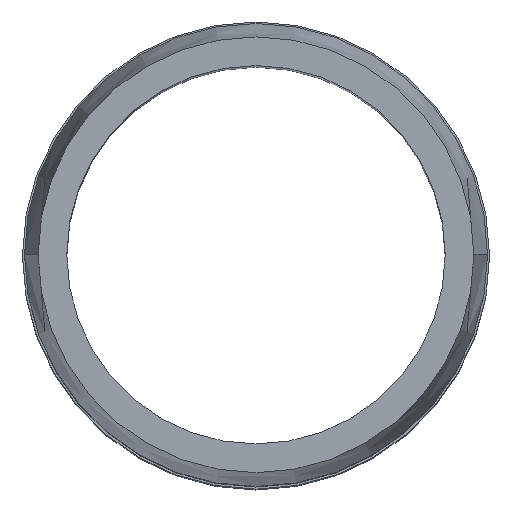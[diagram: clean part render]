
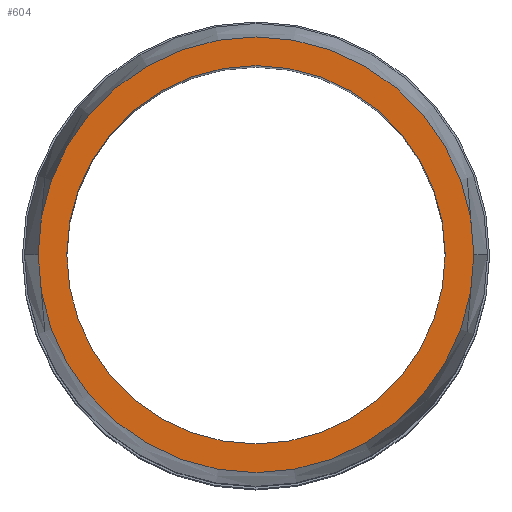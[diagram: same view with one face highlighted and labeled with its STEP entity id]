
A CAD part, top view. The second image highlights one B-rep face of the part: STEP entity #604.
In plain terms, the highlighted planar face has unit normal (0, 0, 1).
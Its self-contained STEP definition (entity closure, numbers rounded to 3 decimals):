
#205 = DIRECTION ( 'NONE',  ( 1., 0., 0. ) ) ;
#206 = DIRECTION ( 'NONE',  ( 0., 0., 1. ) ) ;
#207 = CARTESIAN_POINT ( 'NONE',  ( 0., 0., 0. ) ) ;
#208 = AXIS2_PLACEMENT_3D ( 'NONE', #207, #206, #205 ) ;
#211 = CIRCLE ( 'NONE', #208, 15.718 ) ;
#289 = CARTESIAN_POINT ( 'NONE',  ( -15.718, 0., 0. ) ) ;
#290 = CARTESIAN_POINT ( 'NONE',  ( 15.718, 0., 0. ) ) ;
#303 = CIRCLE ( 'NONE', #411, 13.65 ) ;
#304 = CARTESIAN_POINT ( 'NONE',  ( 0., 0., 0. ) ) ;
#360 = DIRECTION ( 'NONE',  ( 0., 1., 0. ) ) ;
#361 = DIRECTION ( 'NONE',  ( 0., 0., -1. ) ) ;
#362 = CARTESIAN_POINT ( 'NONE',  ( 0., 0., 0. ) ) ;
#363 = AXIS2_PLACEMENT_3D ( 'NONE', #362, #361, #360 ) ;
#364 = CIRCLE ( 'NONE', #363, 13.65 ) ;
#401 = CARTESIAN_POINT ( 'NONE',  ( 0., -13.65, 0. ) ) ;
#408 = CARTESIAN_POINT ( 'NONE',  ( 0., 13.65, 0. ) ) ;
#409 = DIRECTION ( 'NONE',  ( 0., 1., 0. ) ) ;
#410 = DIRECTION ( 'NONE',  ( 0., 0., -1. ) ) ;
#411 = AXIS2_PLACEMENT_3D ( 'NONE', #304, #410, #409 ) ;
#493 = DIRECTION ( 'NONE',  ( 1., 0., 0. ) ) ;
#494 = DIRECTION ( 'NONE',  ( 0., 0., 1. ) ) ;
#495 = AXIS2_PLACEMENT_3D ( 'NONE', #500, #494, #493 ) ;
#496 = CIRCLE ( 'NONE', #495, 15.718 ) ;
#497 = DIRECTION ( 'NONE',  ( -1., 0., 0. ) ) ;
#498 = DIRECTION ( 'NONE',  ( 0., 0., -1. ) ) ;
#499 = AXIS2_PLACEMENT_3D ( 'NONE', #501, #498, #497 ) ;
#500 = CARTESIAN_POINT ( 'NONE',  ( 0., 0., 0. ) ) ;
#501 = CARTESIAN_POINT ( 'NONE',  ( 0., 16.85, 0. ) ) ;
#502 = PLANE ( 'NONE',  #499 ) ;
#503 = FACE_OUTER_BOUND ( 'NONE', #596, .T. ) ;
#504 = FACE_BOUND ( 'NONE', #552, .T. ) ;
#552 = EDGE_LOOP ( 'NONE', ( #553, #595 ) ) ;
#553 = ORIENTED_EDGE ( 'NONE', *, *, #594, .T. ) ;
#567 = EDGE_CURVE ( 'NONE', #575, #568, #303, .T. ) ;
#568 = VERTEX_POINT ( 'NONE', #408 ) ;
#575 = VERTEX_POINT ( 'NONE', #401 ) ;
#594 = EDGE_CURVE ( 'NONE', #568, #575, #364, .T. ) ;
#595 = ORIENTED_EDGE ( 'NONE', *, *, #567, .T. ) ;
#596 = EDGE_LOOP ( 'NONE', ( #605, #607 ) ) ;
#604 = ADVANCED_FACE ( 'NONE', ( #504, #503 ), #502, .F. ) ;
#605 = ORIENTED_EDGE ( 'NONE', *, *, #606, .T. ) ;
#606 = EDGE_CURVE ( 'NONE', #763, #762, #496, .T. ) ;
#607 = ORIENTED_EDGE ( 'NONE', *, *, #765, .T. ) ;
#762 = VERTEX_POINT ( 'NONE', #290 ) ;
#763 = VERTEX_POINT ( 'NONE', #289 ) ;
#765 = EDGE_CURVE ( 'NONE', #762, #763, #211, .T. ) ;
